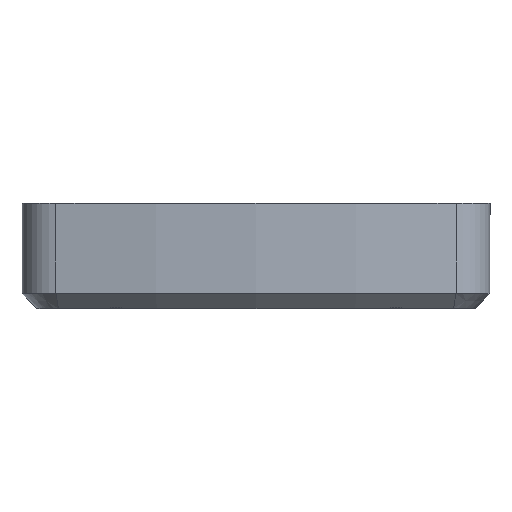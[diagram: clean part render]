
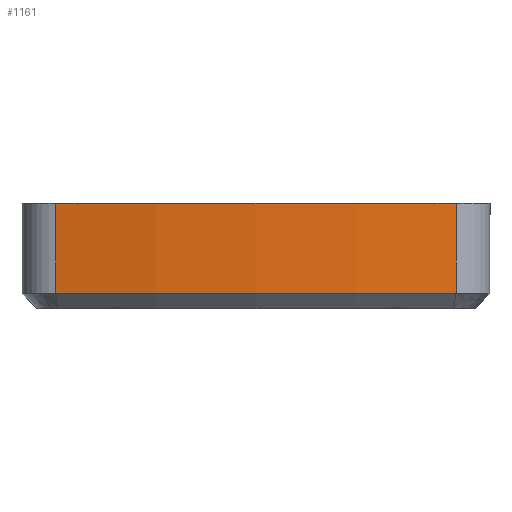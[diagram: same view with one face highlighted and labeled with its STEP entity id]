
A CAD part, front view. The second image highlights one B-rep face of the part: STEP entity #1161.
In plain terms, the highlighted cylindrical face has radius 160.672 mm (diameter 321.343 mm), a partial arc.
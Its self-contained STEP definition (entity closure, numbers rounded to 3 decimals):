
#165 = CARTESIAN_POINT ( 'NONE',  ( 2.416, -6.355, 0.213 ) ) ;
#1161 = ADVANCED_FACE ( 'NONE', ( #8616 ), #7648, .T. ) ;
#1322 = ORIENTED_EDGE ( 'NONE', *, *, #4018, .F. ) ;
#1459 = AXIS2_PLACEMENT_3D ( 'NONE', #4994, #1745, #12343 ) ;
#1544 = DIRECTION ( 'NONE',  ( 0., 0., -1. ) ) ;
#1745 = DIRECTION ( 'NONE',  ( 0., 0., -1. ) ) ;
#2147 = EDGE_CURVE ( 'NONE', #13140, #2340, #12660, .T. ) ;
#2210 = ORIENTED_EDGE ( 'NONE', *, *, #2147, .F. ) ;
#2287 = CARTESIAN_POINT ( 'NONE',  ( 2.416, -6.355, 13.25 ) ) ;
#2340 = VERTEX_POINT ( 'NONE', #12373 ) ;
#3616 = ORIENTED_EDGE ( 'NONE', *, *, #4222, .T. ) ;
#3849 = CARTESIAN_POINT ( 'NONE',  ( 31.45, 151.672, 10.5 ) ) ;
#4018 = EDGE_CURVE ( 'NONE', #2340, #13100, #12133, .T. ) ;
#4036 = AXIS2_PLACEMENT_3D ( 'NONE', #3849, #1544, #7987 ) ;
#4139 = VECTOR ( 'NONE', #11086, 1000. ) ;
#4222 = EDGE_CURVE ( 'NONE', #13140, #11350, #5126, .T. ) ;
#4994 = CARTESIAN_POINT ( 'NONE',  ( 31.45, 151.672, 0.213 ) ) ;
#5043 = DIRECTION ( 'NONE',  ( 0., 1., 0. ) ) ;
#5126 = LINE ( 'NONE', #7888, #4139 ) ;
#5882 = EDGE_LOOP ( 'NONE', ( #2210, #3616, #8369, #1322 ) ) ;
#6500 = CARTESIAN_POINT ( 'NONE',  ( 60.484, -6.355, 0.213 ) ) ;
#7439 = DIRECTION ( 'NONE',  ( 0., 0., -1. ) ) ;
#7648 = CYLINDRICAL_SURFACE ( 'NONE', #4036, 160.672 ) ;
#7693 = EDGE_CURVE ( 'NONE', #13100, #11350, #10900, .T. ) ;
#7888 = CARTESIAN_POINT ( 'NONE',  ( 2.416, -6.355, 10.5 ) ) ;
#7987 = DIRECTION ( 'NONE',  ( -1., 0., 0. ) ) ;
#8369 = ORIENTED_EDGE ( 'NONE', *, *, #7693, .F. ) ;
#8616 = FACE_OUTER_BOUND ( 'NONE', #5882, .T. ) ;
#10234 = CARTESIAN_POINT ( 'NONE',  ( 31.45, 151.672, 13.25 ) ) ;
#10460 = CARTESIAN_POINT ( 'NONE',  ( 60.484, -6.355, 10.5 ) ) ;
#10900 = CIRCLE ( 'NONE', #1459, 160.672 ) ;
#11086 = DIRECTION ( 'NONE',  ( 0., 0., -1. ) ) ;
#11350 = VERTEX_POINT ( 'NONE', #165 ) ;
#11593 = AXIS2_PLACEMENT_3D ( 'NONE', #10234, #13416, #5043 ) ;
#12133 = LINE ( 'NONE', #10460, #13477 ) ;
#12343 = DIRECTION ( 'NONE',  ( 1., 0., 0. ) ) ;
#12373 = CARTESIAN_POINT ( 'NONE',  ( 60.484, -6.355, 13.25 ) ) ;
#12660 = CIRCLE ( 'NONE', #11593, 160.672 ) ;
#13100 = VERTEX_POINT ( 'NONE', #6500 ) ;
#13140 = VERTEX_POINT ( 'NONE', #2287 ) ;
#13416 = DIRECTION ( 'NONE',  ( 0., 0., 1. ) ) ;
#13477 = VECTOR ( 'NONE', #7439, 1000. ) ;
